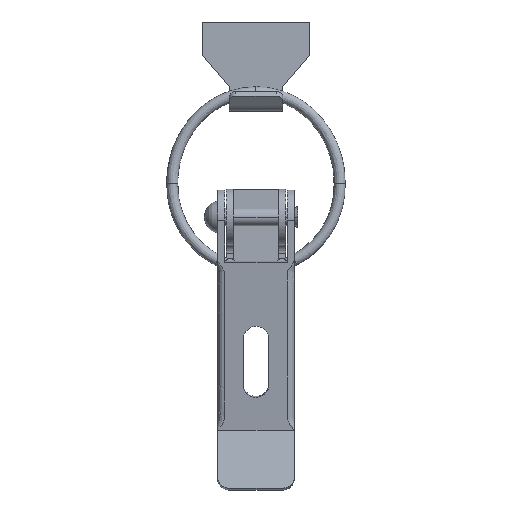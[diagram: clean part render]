
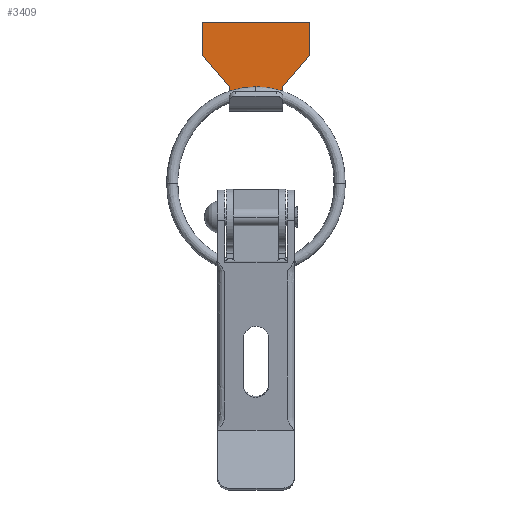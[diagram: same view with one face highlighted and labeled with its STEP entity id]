
A CAD part, front view. The second image highlights one B-rep face of the part: STEP entity #3409.
In plain terms, the highlighted free-form (B-spline) face has degree [1, 1] with [2, 2] control points.
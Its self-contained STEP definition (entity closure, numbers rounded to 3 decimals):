
#3143=CARTESIAN_POINT('',(6.0,6.3,29.2));
#3144=VERTEX_POINT('',#3143);
#3150=CARTESIAN_POINT('',(6.0,6.3,26.9));
#3151=VERTEX_POINT('',#3150);
#3152=CARTESIAN_POINT('',(6.0,6.3,29.2));
#3153=CARTESIAN_POINT('',(6.0,6.3,26.9));
#3154=QUASI_UNIFORM_CURVE('',1,(#3152,#3153),.UNSPECIFIED.,.F.,.U.);
#3155=EDGE_CURVE('',#3144,#3151,#3154,.T.);
#3195=CARTESIAN_POINT('',(-6.,6.3,26.9));
#3196=VERTEX_POINT('',#3195);
#3212=CARTESIAN_POINT('',(-6.,6.3,29.2));
#3213=VERTEX_POINT('',#3212);
#3214=CARTESIAN_POINT('',(-6.,6.3,29.2));
#3215=CARTESIAN_POINT('',(-6.,6.3,26.9));
#3216=QUASI_UNIFORM_CURVE('',1,(#3214,#3215),.UNSPECIFIED.,.F.,.U.);
#3217=EDGE_CURVE('',#3213,#3196,#3216,.T.);
#3327=CARTESIAN_POINT('',(-6.,6.3,26.9));
#3328=CARTESIAN_POINT('',(6.0,6.3,26.9));
#3329=QUASI_UNIFORM_CURVE('',1,(#3327,#3328),.UNSPECIFIED.,.F.,.U.);
#3330=EDGE_CURVE('',#3196,#3151,#3329,.T.);
#3366=CARTESIAN_POINT('',(-13.198,6.3,44.539));
#3367=CARTESIAN_POINT('',(13.199,6.3,44.539));
#3368=CARTESIAN_POINT('',(-13.198,6.3,26.061));
#3369=CARTESIAN_POINT('',(13.199,6.3,26.061));
#3370=B_SPLINE_SURFACE_WITH_KNOTS('',1,1,((#3366,#3368),(#3367,#3369)),.UNSPECIFIED.,.F.,.F.,.U.,(2,2),(2,2),(0.0,26.397),(0.0,18.478),.UNSPECIFIED.);
#3371=CARTESIAN_POINT('',(-12.,6.3,36.2));
#3372=VERTEX_POINT('',#3371);
#3373=CARTESIAN_POINT('',(-12.,6.3,43.7));
#3374=VERTEX_POINT('',#3373);
#3375=CARTESIAN_POINT('',(-12.,6.3,36.2));
#3376=CARTESIAN_POINT('',(-12.,6.3,43.7));
#3377=QUASI_UNIFORM_CURVE('',1,(#3375,#3376),.UNSPECIFIED.,.F.,.U.);
#3378=EDGE_CURVE('',#3372,#3374,#3377,.T.);
#3379=ORIENTED_EDGE('',*,*,#3378,.F.);
#3380=CARTESIAN_POINT('',(-6.,6.3,29.2));
#3381=CARTESIAN_POINT('',(-12.,6.3,36.2));
#3382=QUASI_UNIFORM_CURVE('',1,(#3380,#3381),.UNSPECIFIED.,.F.,.U.);
#3383=EDGE_CURVE('',#3213,#3372,#3382,.T.);
#3384=ORIENTED_EDGE('',*,*,#3383,.F.);
#3385=ORIENTED_EDGE('',*,*,#3217,.T.);
#3386=ORIENTED_EDGE('',*,*,#3330,.T.);
#3387=ORIENTED_EDGE('',*,*,#3155,.F.);
#3388=CARTESIAN_POINT('',(12.0,6.3,36.2));
#3389=VERTEX_POINT('',#3388);
#3390=CARTESIAN_POINT('',(12.0,6.3,36.2));
#3391=CARTESIAN_POINT('',(6.0,6.3,29.2));
#3392=QUASI_UNIFORM_CURVE('',1,(#3390,#3391),.UNSPECIFIED.,.F.,.U.);
#3393=EDGE_CURVE('',#3389,#3144,#3392,.T.);
#3394=ORIENTED_EDGE('',*,*,#3393,.F.);
#3395=CARTESIAN_POINT('',(12.0,6.3,43.7));
#3396=VERTEX_POINT('',#3395);
#3397=CARTESIAN_POINT('',(12.0,6.3,43.7));
#3398=CARTESIAN_POINT('',(12.0,6.3,36.2));
#3399=QUASI_UNIFORM_CURVE('',1,(#3397,#3398),.UNSPECIFIED.,.F.,.U.);
#3400=EDGE_CURVE('',#3396,#3389,#3399,.T.);
#3401=ORIENTED_EDGE('',*,*,#3400,.F.);
#3402=CARTESIAN_POINT('',(-12.,6.3,43.7));
#3403=CARTESIAN_POINT('',(12.0,6.3,43.7));
#3404=QUASI_UNIFORM_CURVE('',1,(#3402,#3403),.UNSPECIFIED.,.F.,.U.);
#3405=EDGE_CURVE('',#3374,#3396,#3404,.T.);
#3406=ORIENTED_EDGE('',*,*,#3405,.F.);
#3407=EDGE_LOOP('',(#3379,#3384,#3385,#3386,#3387,#3394,#3401,#3406));
#3408=FACE_OUTER_BOUND('',#3407,.T.);
#3409=ADVANCED_FACE('',(#3408),#3370,.F.);
